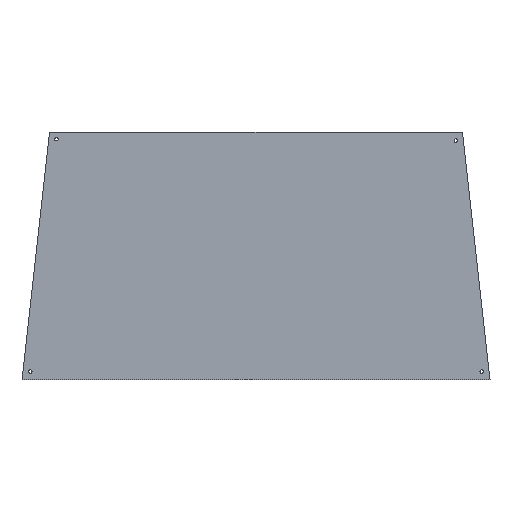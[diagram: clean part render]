
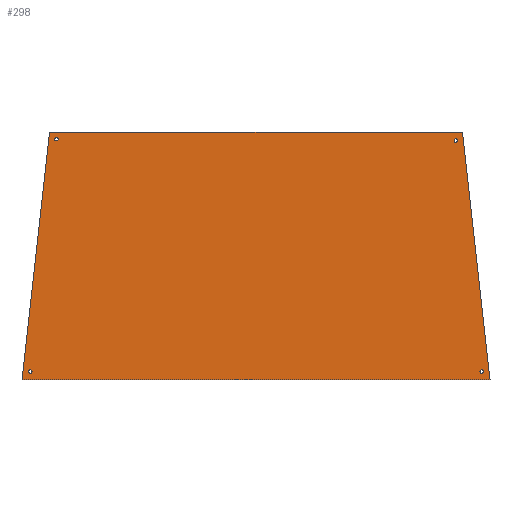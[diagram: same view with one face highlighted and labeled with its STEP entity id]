
A CAD part, front view. The second image highlights one B-rep face of the part: STEP entity #298.
In plain terms, the highlighted planar face has unit normal (0, -1, 0).
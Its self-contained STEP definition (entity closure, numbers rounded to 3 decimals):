
#23=LINE('',#493,#43);
#27=LINE('',#501,#47);
#30=LINE('',#507,#50);
#33=LINE('',#512,#53);
#43=VECTOR('',#415,10.);
#47=VECTOR('',#421,10.);
#50=VECTOR('',#426,10.);
#53=VECTOR('',#431,10.);
#71=FACE_BOUND('',#119,.T.);
#72=FACE_BOUND('',#120,.T.);
#73=FACE_BOUND('',#121,.T.);
#74=FACE_BOUND('',#122,.T.);
#92=FACE_OUTER_BOUND('',#118,.T.);
#118=EDGE_LOOP('',(#263,#264,#265,#266));
#119=EDGE_LOOP('',(#267));
#120=EDGE_LOOP('',(#268));
#121=EDGE_LOOP('',(#269));
#122=EDGE_LOOP('',(#270));
#126=CIRCLE('',#319,0.636);
#130=CIRCLE('',#326,0.636);
#134=CIRCLE('',#333,0.636);
#138=CIRCLE('',#340,0.636);
#142=VERTEX_POINT('',#448);
#146=VERTEX_POINT('',#461);
#150=VERTEX_POINT('',#474);
#154=VERTEX_POINT('',#487);
#155=VERTEX_POINT('',#491);
#156=VERTEX_POINT('',#492);
#159=VERTEX_POINT('',#500);
#161=VERTEX_POINT('',#506);
#168=EDGE_CURVE('',#142,#142,#126,.T.);
#174=EDGE_CURVE('',#146,#146,#130,.T.);
#180=EDGE_CURVE('',#150,#150,#134,.T.);
#186=EDGE_CURVE('',#154,#154,#138,.T.);
#187=EDGE_CURVE('',#155,#156,#23,.T.);
#191=EDGE_CURVE('',#159,#155,#27,.T.);
#194=EDGE_CURVE('',#161,#159,#30,.T.);
#197=EDGE_CURVE('',#156,#161,#33,.T.);
#263=ORIENTED_EDGE('',*,*,#197,.F.);
#264=ORIENTED_EDGE('',*,*,#187,.F.);
#265=ORIENTED_EDGE('',*,*,#191,.F.);
#266=ORIENTED_EDGE('',*,*,#194,.F.);
#267=ORIENTED_EDGE('',*,*,#168,.T.);
#268=ORIENTED_EDGE('',*,*,#174,.T.);
#269=ORIENTED_EDGE('',*,*,#180,.T.);
#270=ORIENTED_EDGE('',*,*,#186,.T.);
#280=PLANE('',#346);
#298=ADVANCED_FACE('',(#92,#71,#72,#73,#74),#280,.F.);
#319=AXIS2_PLACEMENT_3D('',#450,#363,#364);
#326=AXIS2_PLACEMENT_3D('',#463,#379,#380);
#333=AXIS2_PLACEMENT_3D('',#476,#395,#396);
#340=AXIS2_PLACEMENT_3D('',#489,#411,#412);
#346=AXIS2_PLACEMENT_3D('',#515,#435,#436);
#363=DIRECTION('center_axis',(0.,1.,0.));
#364=DIRECTION('ref_axis',(0.,0.,1.));
#379=DIRECTION('center_axis',(0.,1.,0.));
#380=DIRECTION('ref_axis',(0.,0.,1.));
#395=DIRECTION('center_axis',(0.,1.,0.));
#396=DIRECTION('ref_axis',(0.,0.,1.));
#411=DIRECTION('center_axis',(0.,1.,0.));
#412=DIRECTION('ref_axis',(0.,0.,1.));
#415=DIRECTION('',(-1.,0.,0.));
#421=DIRECTION('',(0.11,0.,-0.994));
#426=DIRECTION('',(1.,0.,0.));
#431=DIRECTION('',(0.11,0.,0.994));
#435=DIRECTION('center_axis',(0.,1.,0.));
#436=DIRECTION('ref_axis',(-1.,0.,0.));
#448=CARTESIAN_POINT('',(-147.5,60.,-3.182));
#450=CARTESIAN_POINT('Origin',(-147.5,60.,-2.547));
#461=CARTESIAN_POINT('',(-157.,60.,-87.636));
#463=CARTESIAN_POINT('Origin',(-157.,60.,-87.));
#474=CARTESIAN_POINT('',(7.,60.,-87.636));
#476=CARTESIAN_POINT('Origin',(7.,60.,-87.));
#487=CARTESIAN_POINT('',(-2.436,60.,-3.696));
#489=CARTESIAN_POINT('Origin',(-2.436,60.,-3.06));
#491=CARTESIAN_POINT('',(10.,60.,-90.));
#492=CARTESIAN_POINT('',(-160.,60.,-90.));
#493=CARTESIAN_POINT('',(10.,60.,-90.));
#500=CARTESIAN_POINT('',(0.,60.,0.));
#501=CARTESIAN_POINT('',(0.,60.,0.));
#506=CARTESIAN_POINT('',(-150.,60.,0.));
#507=CARTESIAN_POINT('',(-150.,60.,0.));
#512=CARTESIAN_POINT('',(-160.,60.,-90.));
#515=CARTESIAN_POINT('Origin',(-75.,60.,-45.));
